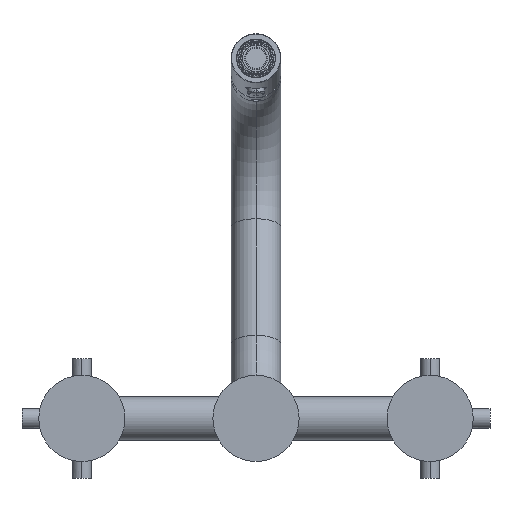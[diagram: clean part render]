
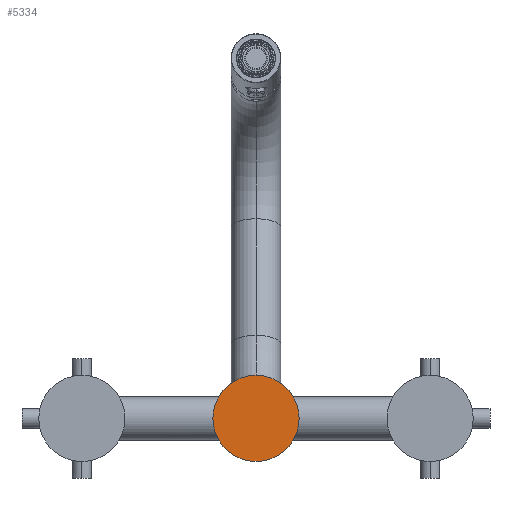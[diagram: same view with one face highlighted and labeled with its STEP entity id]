
A CAD part, front view. The second image highlights one B-rep face of the part: STEP entity #5334.
In plain terms, the highlighted planar face has unit normal (0, -1, 0).
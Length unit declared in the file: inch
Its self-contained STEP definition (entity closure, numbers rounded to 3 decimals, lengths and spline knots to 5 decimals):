
#1776=CARTESIAN_POINT('',(0.,-2.794,0.));
#1777=DIRECTION('',(0.,-1.,0.));
#1778=DIRECTION('',(0.,0.,-1.));
#1779=AXIS2_PLACEMENT_3D('',#1776,#1777,#1778);
#1799=CARTESIAN_POINT('',(0.,-2.794,0.));
#1800=DIRECTION('',(0.,1.,0.));
#1801=DIRECTION('',(0.,0.,-1.));
#1802=AXIS2_PLACEMENT_3D('',#1799,#1800,#1801);
#3734=CARTESIAN_POINT('',(0.,-2.794,-0.99));
#3735=CARTESIAN_POINT('',(0.,-2.794,0.99));
#3736=VERTEX_POINT('',#3734);
#3737=VERTEX_POINT('',#3735);
#5325=CARTESIAN_POINT('',(0.,-2.794,0.));
#5326=DIRECTION('',(0.,-1.,0.));
#5327=DIRECTION('',(0.,0.,1.));
#5328=AXIS2_PLACEMENT_3D('',#5325,#5326,#5327);
#5329=PLANE('',#5328);
#5330=ORIENTED_EDGE('',*,*,#5307,.T.);
#5331=ORIENTED_EDGE('',*,*,#5281,.F.);
#5332=EDGE_LOOP('',(#5330,#5331));
#5333=FACE_OUTER_BOUND('',#5332,.F.);
#1780=CIRCLE('',#1779,0.99);
#1803=CIRCLE('',#1802,0.99);
#5281=EDGE_CURVE('',#3736,#3737,#1780,.T.);
#5307=EDGE_CURVE('',#3736,#3737,#1803,.T.);
#5334=ADVANCED_FACE('',(#5333),#5329,.T.);
